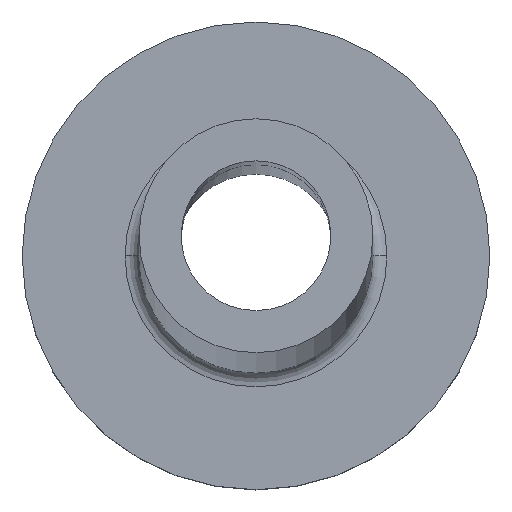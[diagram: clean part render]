
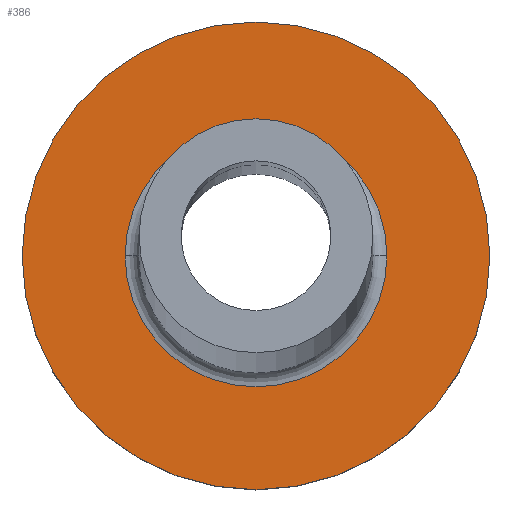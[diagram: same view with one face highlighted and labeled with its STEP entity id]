
A CAD part, top view. The second image highlights one B-rep face of the part: STEP entity #386.
In plain terms, the highlighted planar face has unit normal (0, 0, 1).
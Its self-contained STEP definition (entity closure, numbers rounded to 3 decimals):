
#8 = CARTESIAN_POINT ( 'NONE',  ( 5., 0., 3. ) ) ;
#33 = VERTEX_POINT ( 'NONE', #356 ) ;
#34 = EDGE_CURVE ( 'NONE', #152, #33, #101, .T. ) ;
#49 = ORIENTED_EDGE ( 'NONE', *, *, #79, .T. ) ;
#51 = FACE_BOUND ( 'NONE', #89, .T. ) ;
#53 = CARTESIAN_POINT ( 'NONE',  ( 0., 0., 3. ) ) ;
#55 = AXIS2_PLACEMENT_3D ( 'NONE', #78, #291, #426 ) ;
#73 = CIRCLE ( 'NONE', #55, 5. ) ;
#75 = CARTESIAN_POINT ( 'NONE',  ( 0., 0., 3. ) ) ;
#78 = CARTESIAN_POINT ( 'NONE',  ( 0., 0., 3. ) ) ;
#79 = EDGE_CURVE ( 'NONE', #33, #152, #109, .T. ) ;
#87 = FACE_OUTER_BOUND ( 'NONE', #354, .T. ) ;
#89 = EDGE_LOOP ( 'NONE', ( #49, #124 ) ) ;
#98 = CIRCLE ( 'NONE', #327, 5. ) ;
#101 = CIRCLE ( 'NONE', #360, 2.8 ) ;
#108 = VERTEX_POINT ( 'NONE', #309 ) ;
#109 = CIRCLE ( 'NONE', #244, 2.8 ) ;
#118 = ORIENTED_EDGE ( 'NONE', *, *, #312, .T. ) ;
#124 = ORIENTED_EDGE ( 'NONE', *, *, #34, .T. ) ;
#152 = VERTEX_POINT ( 'NONE', #377 ) ;
#189 = DIRECTION ( 'NONE',  ( 0., 0., -1. ) ) ;
#193 = DIRECTION ( 'NONE',  ( 0., 0., 1. ) ) ;
#214 = EDGE_CURVE ( 'NONE', #108, #307, #73, .T. ) ;
#227 = DIRECTION ( 'NONE',  ( 1., 0., 0. ) ) ;
#244 = AXIS2_PLACEMENT_3D ( 'NONE', #283, #446, #249 ) ;
#249 = DIRECTION ( 'NONE',  ( 1., 0., 0. ) ) ;
#261 = DIRECTION ( 'NONE',  ( 1., 0., 0. ) ) ;
#273 = CARTESIAN_POINT ( 'NONE',  ( 0., 0., 3. ) ) ;
#277 = DIRECTION ( 'NONE',  ( 1., 0., 0. ) ) ;
#283 = CARTESIAN_POINT ( 'NONE',  ( 0., 0., 3. ) ) ;
#291 = DIRECTION ( 'NONE',  ( 0., 0., 1. ) ) ;
#307 = VERTEX_POINT ( 'NONE', #8 ) ;
#309 = CARTESIAN_POINT ( 'NONE',  ( -5., 0., 3. ) ) ;
#312 = EDGE_CURVE ( 'NONE', #307, #108, #98, .T. ) ;
#327 = AXIS2_PLACEMENT_3D ( 'NONE', #75, #193, #277 ) ;
#337 = DIRECTION ( 'NONE',  ( 0., 0., 1. ) ) ;
#354 = EDGE_LOOP ( 'NONE', ( #423, #118 ) ) ;
#356 = CARTESIAN_POINT ( 'NONE',  ( 2.8, 0., 3. ) ) ;
#360 = AXIS2_PLACEMENT_3D ( 'NONE', #53, #189, #261 ) ;
#369 = PLANE ( 'NONE',  #457 ) ;
#377 = CARTESIAN_POINT ( 'NONE',  ( -2.8, 0., 3. ) ) ;
#386 = ADVANCED_FACE ( 'NONE', ( #51, #87 ), #369, .T. ) ;
#423 = ORIENTED_EDGE ( 'NONE', *, *, #214, .T. ) ;
#426 = DIRECTION ( 'NONE',  ( 1., 0., 0. ) ) ;
#446 = DIRECTION ( 'NONE',  ( 0., 0., -1. ) ) ;
#457 = AXIS2_PLACEMENT_3D ( 'NONE', #273, #337, #227 ) ;
